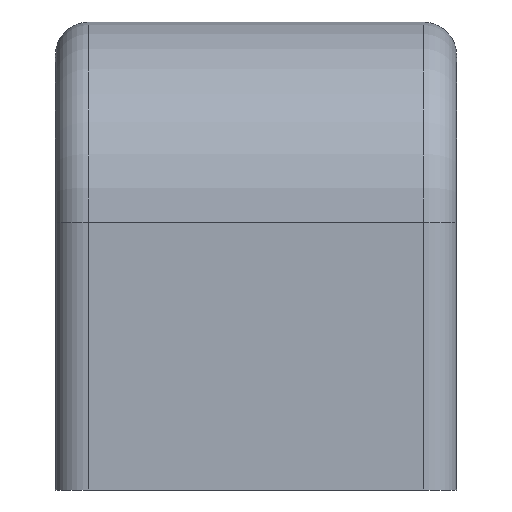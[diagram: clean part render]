
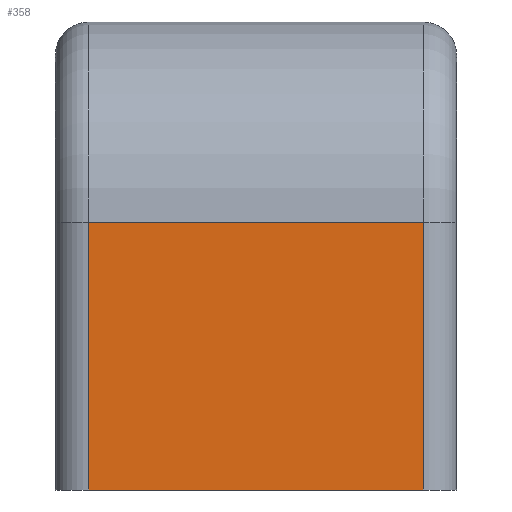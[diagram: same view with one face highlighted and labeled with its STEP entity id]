
A CAD part, front view. The second image highlights one B-rep face of the part: STEP entity #358.
In plain terms, the highlighted planar face has unit normal (0, -1, 0).
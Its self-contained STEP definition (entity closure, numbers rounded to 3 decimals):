
#84=CARTESIAN_POINT('POINT8',(-3.175,-18.415,5.08));
#85=VERTEX_POINT('VERTEX8',#84);
#109=CARTESIAN_POINT('POINT9',(3.175,-18.415,5.08));
#110=VERTEX_POINT('VERTEX9',#109);
#111=CARTESIAN_POINT('POS14',(-3.175,-18.415,5.08));
#112=DIRECTION('DIR22',(1.,0.,0.));
#113=VECTOR('VEC6',#112,1.);
#114=LINE('STRAIGHT6',#111,#113);
#115=EDGE_CURVE('EDGE11',#85,#110,#114,.T.);
#312=CARTESIAN_POINT('POINT19',(-3.175,-18.415,0.));
#313=VERTEX_POINT('VERTEX19',#312);
#321=CARTESIAN_POINT('POS39',(-3.175,-18.415,0.));
#322=DIRECTION('DIR66',(0.,0.,1.));
#323=VECTOR('VEC12',#322,1.);
#324=LINE('STRAIGHT12',#321,#323);
#325=EDGE_CURVE('EDGE29',#313,#85,#324,.T.);
#335=CARTESIAN_POINT('POINT20',(3.175,-18.415,0.));
#336=VERTEX_POINT('VERTEX20',#335);
#337=CARTESIAN_POINT('POS41',(3.175,-18.415,0.));
#338=DIRECTION('DIR69',(0.,0.,1.));
#339=VECTOR('VEC13',#338,1.);
#340=LINE('STRAIGHT13',#337,#339);
#341=EDGE_CURVE('EDGE30',#336,#110,#340,.T.);
#342=ORIENTED_EDGE('COEDGE47',*,*,#341,.T.);
#343=ORIENTED_EDGE('COEDGE48',*,*,#115,.F.);
#344=ORIENTED_EDGE('COEDGE49',*,*,#325,.F.);
#345=CARTESIAN_POINT('POS42',(-3.175,-18.415,0.));
#346=DIRECTION('DIR70',(1.,0.,0.));
#347=VECTOR('VEC14',#346,1.);
#348=LINE('STRAIGHT14',#345,#347);
#349=EDGE_CURVE('EDGE31',#313,#336,#348,.T.);
#350=ORIENTED_EDGE('COEDGE50',*,*,#349,.T.);
#351=EDGE_LOOP('NONE',(#342,#343,#344,#350));
#352=FACE_BOUND('LOOP1',#351,.T.);
#353=CARTESIAN_POINT('POS43',(-3.81,-18.415,0.));
#354=DIRECTION('DIR71',(0.,-1.,0.));
#355=DIRECTION('DIR72',(1.,0.,0.));
#356=AXIS2_PLACEMENT_3D('AXIS29',#353,#354,#355);
#357=PLANE('PLANE3',#356);
#358=ADVANCED_FACE('FACE12',(#352),#357,.T.);
